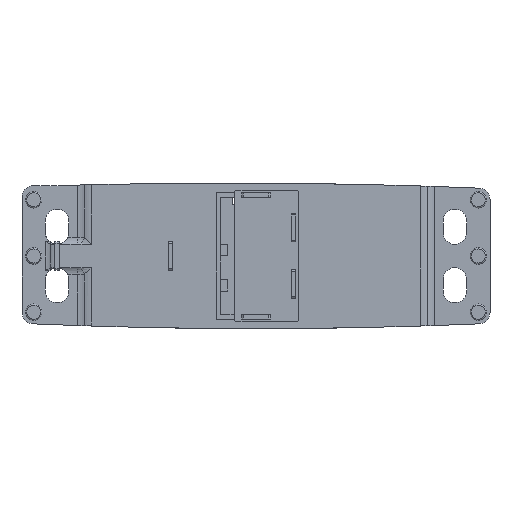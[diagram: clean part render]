
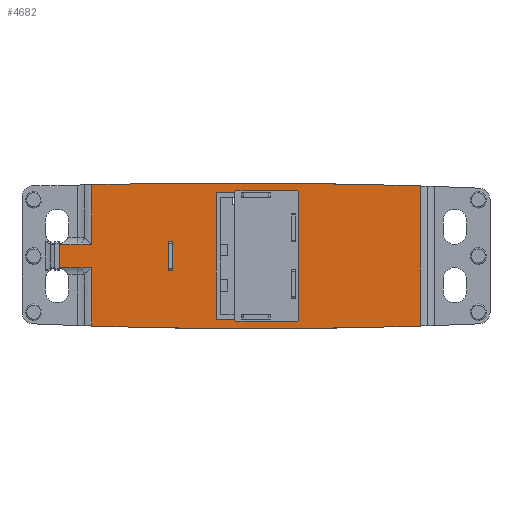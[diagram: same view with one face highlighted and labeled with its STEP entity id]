
A CAD part, top view. The second image highlights one B-rep face of the part: STEP entity #4682.
In plain terms, the highlighted planar face has unit normal (0, 0, 1).
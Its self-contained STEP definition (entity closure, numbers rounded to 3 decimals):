
#59=FACE_BOUND('',#694,.T.);
#60=FACE_BOUND('',#695,.T.);
#115=CIRCLE('',#4986,2000.);
#116=CIRCLE('',#4987,2000.);
#117=CIRCLE('',#4988,2000.);
#118=CIRCLE('',#4989,2000.);
#438=FACE_OUTER_BOUND('',#693,.T.);
#693=EDGE_LOOP('',(#3455,#3456,#3457,#3458,#3459,#3460,#3461,#3462,#3463,
#3464,#3465,#3466,#3467,#3468,#3469,#3470));
#694=EDGE_LOOP('',(#3471,#3472,#3473,#3474));
#695=EDGE_LOOP('',(#3475,#3476,#3477,#3478));
#1058=LINE('',#7096,#1556);
#1059=LINE('',#7133,#1557);
#1060=LINE('',#7159,#1558);
#1062=LINE('',#7175,#1560);
#1063=LINE('',#7195,#1561);
#1064=LINE('',#7215,#1562);
#1065=LINE('',#7251,#1563);
#1067=LINE('',#7260,#1565);
#1071=LINE('',#7279,#1569);
#1080=LINE('',#7299,#1578);
#1086=LINE('',#7312,#1584);
#1087=LINE('',#7314,#1585);
#1090=LINE('',#7324,#1588);
#1096=LINE('',#7339,#1594);
#1097=LINE('',#7343,#1595);
#1098=LINE('',#7347,#1596);
#1099=LINE('',#7351,#1597);
#1100=LINE('',#7353,#1598);
#1101=LINE('',#7355,#1599);
#1102=LINE('',#7356,#1600);
#1556=VECTOR('',#5628,10.);
#1557=VECTOR('',#5633,10.);
#1558=VECTOR('',#5634,10.);
#1560=VECTOR('',#5640,10.);
#1561=VECTOR('',#5645,10.);
#1562=VECTOR('',#5648,10.);
#1563=VECTOR('',#5649,10.);
#1565=VECTOR('',#5653,10.);
#1569=VECTOR('',#5665,10.);
#1578=VECTOR('',#5682,10.);
#1584=VECTOR('',#5698,10.);
#1585=VECTOR('',#5701,10.);
#1588=VECTOR('',#5710,10.);
#1594=VECTOR('',#5730,10.);
#1595=VECTOR('',#5733,10.);
#1596=VECTOR('',#5736,10.);
#1597=VECTOR('',#5739,10.);
#1598=VECTOR('',#5740,10.);
#1599=VECTOR('',#5741,10.);
#1600=VECTOR('',#5742,10.);
#2016=VERTEX_POINT('',#7068);
#2021=VERTEX_POINT('',#7081);
#2026=VERTEX_POINT('',#7095);
#2027=VERTEX_POINT('',#7126);
#2029=VERTEX_POINT('',#7158);
#2031=VERTEX_POINT('',#7174);
#2032=VERTEX_POINT('',#7193);
#2034=VERTEX_POINT('',#7213);
#2035=VERTEX_POINT('',#7244);
#2037=VERTEX_POINT('',#7255);
#2043=VERTEX_POINT('',#7276);
#2044=VERTEX_POINT('',#7278);
#2050=VERTEX_POINT('',#7296);
#2051=VERTEX_POINT('',#7298);
#2058=VERTEX_POINT('',#7336);
#2059=VERTEX_POINT('',#7338);
#2060=VERTEX_POINT('',#7340);
#2061=VERTEX_POINT('',#7342);
#2062=VERTEX_POINT('',#7344);
#2063=VERTEX_POINT('',#7346);
#2064=VERTEX_POINT('',#7349);
#2065=VERTEX_POINT('',#7350);
#2066=VERTEX_POINT('',#7352);
#2067=VERTEX_POINT('',#7354);
#2535=EDGE_CURVE('',#2026,#2021,#1058,.T.);
#2540=EDGE_CURVE('',#2027,#2026,#1059,.T.);
#2541=EDGE_CURVE('',#2029,#2027,#1060,.T.);
#2545=EDGE_CURVE('',#2029,#2031,#1062,.T.);
#2549=EDGE_CURVE('',#2016,#2032,#1063,.T.);
#2551=EDGE_CURVE('',#2032,#2034,#1064,.T.);
#2554=EDGE_CURVE('',#2034,#2035,#1065,.T.);
#2557=EDGE_CURVE('',#2037,#2035,#1067,.T.);
#2564=EDGE_CURVE('',#2044,#2043,#1071,.T.);
#2574=EDGE_CURVE('',#2051,#2050,#1080,.T.);
#2581=EDGE_CURVE('',#2050,#2044,#1086,.T.);
#2582=EDGE_CURVE('',#2043,#2051,#1087,.T.);
#2587=EDGE_CURVE('',#2021,#2016,#1090,.T.);
#2593=EDGE_CURVE('',#2058,#2037,#115,.T.);
#2594=EDGE_CURVE('',#2059,#2058,#1096,.T.);
#2595=EDGE_CURVE('',#2060,#2059,#116,.T.);
#2596=EDGE_CURVE('',#2061,#2060,#1097,.T.);
#2597=EDGE_CURVE('',#2062,#2061,#117,.T.);
#2598=EDGE_CURVE('',#2063,#2062,#1098,.T.);
#2599=EDGE_CURVE('',#2031,#2063,#118,.T.);
#2600=EDGE_CURVE('',#2064,#2065,#1099,.T.);
#2601=EDGE_CURVE('',#2066,#2064,#1100,.T.);
#2602=EDGE_CURVE('',#2067,#2066,#1101,.T.);
#2603=EDGE_CURVE('',#2065,#2067,#1102,.T.);
#3455=ORIENTED_EDGE('',*,*,#2587,.T.);
#3456=ORIENTED_EDGE('',*,*,#2549,.T.);
#3457=ORIENTED_EDGE('',*,*,#2551,.T.);
#3458=ORIENTED_EDGE('',*,*,#2554,.T.);
#3459=ORIENTED_EDGE('',*,*,#2557,.F.);
#3460=ORIENTED_EDGE('',*,*,#2593,.F.);
#3461=ORIENTED_EDGE('',*,*,#2594,.F.);
#3462=ORIENTED_EDGE('',*,*,#2595,.F.);
#3463=ORIENTED_EDGE('',*,*,#2596,.F.);
#3464=ORIENTED_EDGE('',*,*,#2597,.F.);
#3465=ORIENTED_EDGE('',*,*,#2598,.F.);
#3466=ORIENTED_EDGE('',*,*,#2599,.F.);
#3467=ORIENTED_EDGE('',*,*,#2545,.F.);
#3468=ORIENTED_EDGE('',*,*,#2541,.T.);
#3469=ORIENTED_EDGE('',*,*,#2540,.T.);
#3470=ORIENTED_EDGE('',*,*,#2535,.T.);
#3471=ORIENTED_EDGE('',*,*,#2574,.T.);
#3472=ORIENTED_EDGE('',*,*,#2581,.T.);
#3473=ORIENTED_EDGE('',*,*,#2564,.T.);
#3474=ORIENTED_EDGE('',*,*,#2582,.T.);
#3475=ORIENTED_EDGE('',*,*,#2600,.F.);
#3476=ORIENTED_EDGE('',*,*,#2601,.F.);
#3477=ORIENTED_EDGE('',*,*,#2602,.F.);
#3478=ORIENTED_EDGE('',*,*,#2603,.F.);
#4508=PLANE('',#4985);
#4682=ADVANCED_FACE('',(#438,#59,#60),#4508,.T.);
#4985=AXIS2_PLACEMENT_3D('',#7335,#5726,#5727);
#4986=AXIS2_PLACEMENT_3D('',#7337,#5728,#5729);
#4987=AXIS2_PLACEMENT_3D('',#7341,#5731,#5732);
#4988=AXIS2_PLACEMENT_3D('',#7345,#5734,#5735);
#4989=AXIS2_PLACEMENT_3D('',#7348,#5737,#5738);
#5628=DIRECTION('',(-1.,0.,0.));
#5633=DIRECTION('',(-1.,0.,0.));
#5634=DIRECTION('',(-1.,0.,0.));
#5640=DIRECTION('',(0.,1.,0.));
#5645=DIRECTION('',(1.,0.,0.));
#5648=DIRECTION('',(1.,0.,0.));
#5649=DIRECTION('',(1.,0.,0.));
#5653=DIRECTION('',(0.,1.,0.));
#5665=DIRECTION('',(0.,-1.,0.));
#5682=DIRECTION('',(0.,1.,0.));
#5698=DIRECTION('',(1.,0.,0.));
#5701=DIRECTION('',(-1.,0.,0.));
#5710=DIRECTION('',(0.,-1.,0.));
#5726=DIRECTION('center_axis',(0.,0.,1.));
#5727=DIRECTION('ref_axis',(1.,0.,0.));
#5728=DIRECTION('center_axis',(0.,0.,-1.));
#5729=DIRECTION('ref_axis',(-0.021,-1.,0.));
#5730=DIRECTION('',(-1.,0.,0.));
#5731=DIRECTION('center_axis',(0.,0.,-1.));
#5732=DIRECTION('ref_axis',(0.021,-1.,0.));
#5733=DIRECTION('',(0.,-1.,0.));
#5734=DIRECTION('center_axis',(0.,0.,-1.));
#5735=DIRECTION('ref_axis',(0.021,1.,0.));
#5736=DIRECTION('',(1.,0.,0.));
#5737=DIRECTION('center_axis',(0.,0.,-1.));
#5738=DIRECTION('ref_axis',(-0.015,1.,0.));
#5739=DIRECTION('',(0.,1.,0.));
#5740=DIRECTION('',(1.,0.,0.));
#5741=DIRECTION('',(0.,-1.,0.));
#5742=DIRECTION('',(-1.,0.,0.));
#7068=CARTESIAN_POINT('',(16.,25.,2.));
#7081=CARTESIAN_POINT('',(16.,35.,2.));
#7095=CARTESIAN_POINT('',(23.641,35.,2.));
#7096=CARTESIAN_POINT('',(29.95,35.,2.));
#7126=CARTESIAN_POINT('',(25.202,35.,2.));
#7133=CARTESIAN_POINT('',(29.95,35.,2.));
#7158=CARTESIAN_POINT('',(29.886,35.,2.));
#7159=CARTESIAN_POINT('',(29.95,35.,2.));
#7174=CARTESIAN_POINT('',(29.886,60.463,2.));
#7175=CARTESIAN_POINT('',(29.886,0.,2.));
#7193=CARTESIAN_POINT('',(23.641,25.,2.));
#7195=CARTESIAN_POINT('',(15.,25.,2.));
#7213=CARTESIAN_POINT('',(25.202,25.,2.));
#7215=CARTESIAN_POINT('',(15.,25.,2.));
#7244=CARTESIAN_POINT('',(29.886,25.,2.));
#7251=CARTESIAN_POINT('',(15.,25.,2.));
#7255=CARTESIAN_POINT('',(29.886,0.075,2.));
#7260=CARTESIAN_POINT('',(29.886,0.,2.));
#7276=CARTESIAN_POINT('',(64.5,25.,2.));
#7278=CARTESIAN_POINT('',(64.5,35.,2.));
#7279=CARTESIAN_POINT('',(64.5,27.5,2.));
#7296=CARTESIAN_POINT('',(62.5,35.,2.));
#7298=CARTESIAN_POINT('',(62.5,25.,2.));
#7299=CARTESIAN_POINT('',(62.5,32.5,2.));
#7312=CARTESIAN_POINT('',(82.25,35.,2.));
#7314=CARTESIAN_POINT('',(81.25,25.,2.));
#7324=CARTESIAN_POINT('',(16.,27.5,2.));
#7335=CARTESIAN_POINT('Origin',(100.,30.,2.));
#7336=CARTESIAN_POINT('',(95.46,-1.,2.));
#7337=CARTESIAN_POINT('Origin',(95.46,1999.,2.));
#7338=CARTESIAN_POINT('',(104.54,-1.,2.));
#7339=CARTESIAN_POINT('',(29.886,-1.,2.));
#7340=CARTESIAN_POINT('',(170.114,0.075,2.));
#7341=CARTESIAN_POINT('Origin',(104.54,1999.,2.));
#7342=CARTESIAN_POINT('',(170.114,59.925,2.));
#7343=CARTESIAN_POINT('',(170.114,60.,2.));
#7344=CARTESIAN_POINT('',(104.54,61.,2.));
#7345=CARTESIAN_POINT('Origin',(104.54,-1939.,2.));
#7346=CARTESIAN_POINT('',(76.236,61.,2.));
#7347=CARTESIAN_POINT('',(170.114,61.,2.));
#7348=CARTESIAN_POINT('Origin',(76.236,-1939.,2.));
#7349=CARTESIAN_POINT('',(117.05,3.,2.));
#7350=CARTESIAN_POINT('',(117.05,57.,2.));
#7351=CARTESIAN_POINT('',(117.05,16.5,2.));
#7352=CARTESIAN_POINT('',(82.95,3.,2.));
#7353=CARTESIAN_POINT('',(91.475,3.,2.));
#7354=CARTESIAN_POINT('',(82.95,57.,2.));
#7355=CARTESIAN_POINT('',(82.95,43.5,2.));
#7356=CARTESIAN_POINT('',(108.525,57.,2.));
